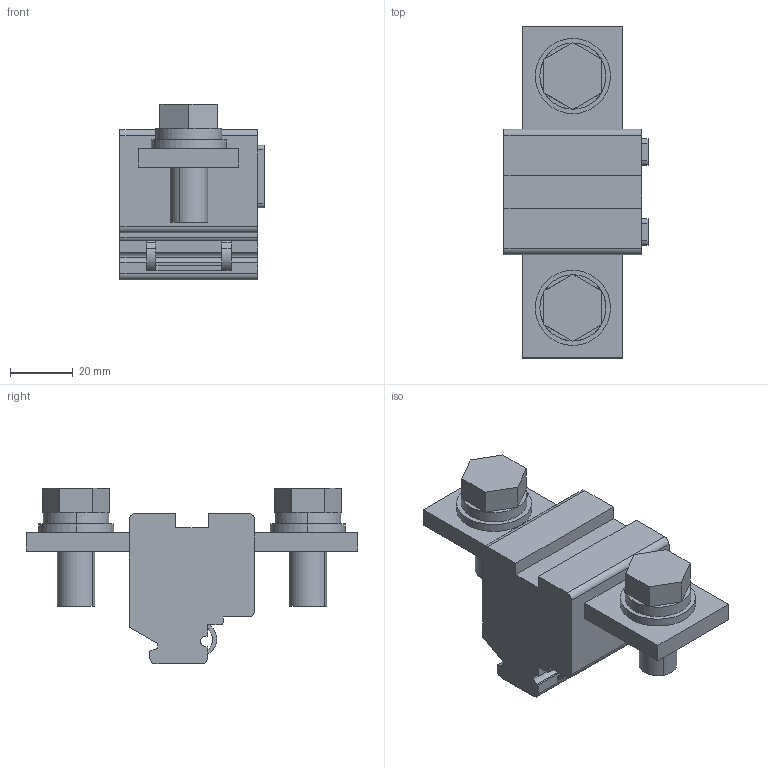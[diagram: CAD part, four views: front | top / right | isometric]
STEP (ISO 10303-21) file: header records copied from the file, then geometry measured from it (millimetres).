
FILE_DESCRIPTION(('Open CASCADE Model'),'2;1');
FILE_NAME ('001147-4_0', '2026-01-14T10:57:29', ('Author'), ('Weidmueller'), 'Open CASCADE STEP processor 7.8', 'Open CASCADE 7.8', 'none');
FILE_SCHEMA(('AUTOMOTIVE_DESIGN { 1 0 10303 214 1 1 1 1 }'));
Length unit declared in the file: millimetre
Products named in the file (1): 0185320000
Bounding box: 46 x 106 x 56.14 mm (x, y, z)
Volume: 96156.3 mm3; surface area: 19839.9 mm2
Topology: 1 solids, 1 shells, 132 faces, 345 edges, 222 vertices
Faces by surface type: plane 88, cylinder 44
Entity records: 5258 total; most frequent: DIRECTION 723, CARTESIAN_POINT 700, ORIENTED_EDGE 690, EDGE_CURVE 345, AXIS2_PLACEMENT_3D 245, LINE 233, VECTOR 233, VERTEX_POINT 222
